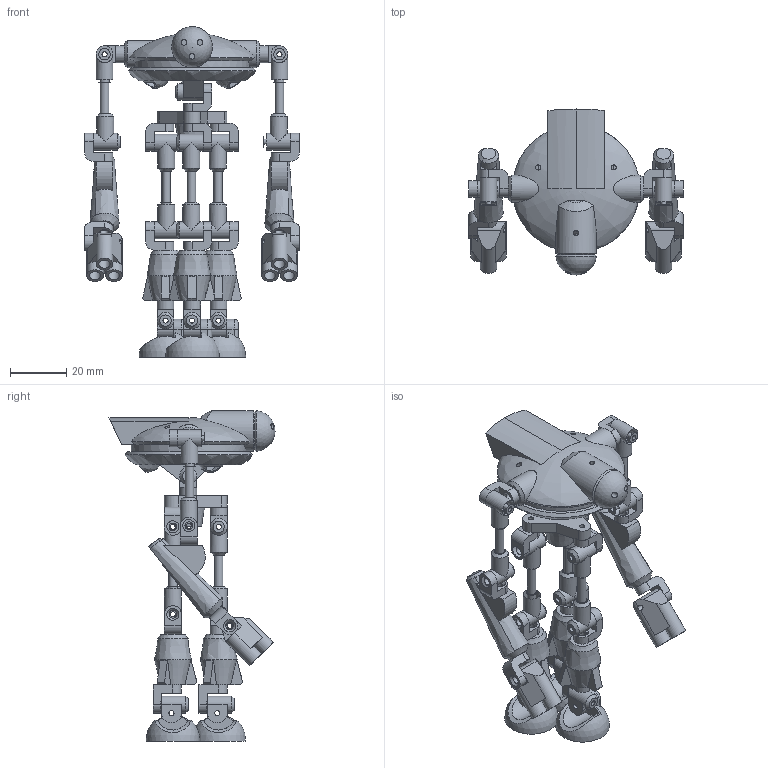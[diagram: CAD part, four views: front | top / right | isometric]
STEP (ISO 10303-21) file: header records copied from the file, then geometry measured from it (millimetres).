
FILE_DESCRIPTION(/* description */ (''),/* implementation_level */ '2;1');
FILE_NAME(/* name */ 'MarsRobo v4.step',/* time_stamp */ '2021-08-09T01:38:00+09:00',/* author */ (''),/* organization */ (''),/* preprocessor_version */ 'ST-DEVELOPER v18.1',/* originating_system */ 'Autodesk Translation Framework v10.9.0.1377',/* authorisation */ '');
FILE_SCHEMA (('AUTOMOTIVE_DESIGN { 1 0 10303 214 3 1 1 }'));
Length unit declared in the file: millimetre
Products named in the file (7): MarsRobo; Body; Arm; ArmR; RegL; Reg2; Reg3
Assembly tree (6 placements, depth 2):
  MarsRobo
    Body
    Arm
    ArmR
    RegL
    Reg2
    Reg3
Bounding box: 76.01 x 58.84 x 117.18 mm (x, y, z)
Volume: 52665.5 mm3; surface area: 34695.5 mm2
Topology: 48 solids, 48 shells, 646 faces, 1518 edges, 990 vertices
Faces by surface type: plane 316, cylinder 206, cone 82, bspline 35, sphere 4, torus 3
Full cylindrical faces by diameter (mm): 1.8 x35, 2 x3, 2.7 x38, 2.8 x1, 3 x5, 3.2 x11, 4 x6, 6 x30, 6.4 x3, 9.6 x2, 14.4 x1
Entity records: 23877 total; most frequent: CARTESIAN_POINT 8581, DIRECTION 3107, ORIENTED_EDGE 3030, EDGE_CURVE 1515, AXIS2_PLACEMENT_3D 1197, VERTEX_POINT 990, EDGE_LOOP 819, LINE 713
